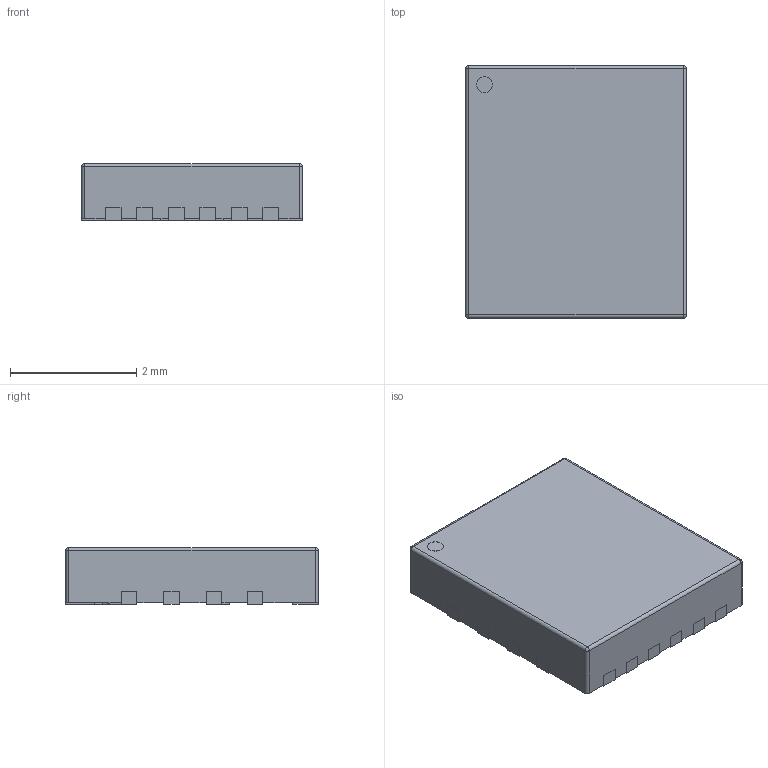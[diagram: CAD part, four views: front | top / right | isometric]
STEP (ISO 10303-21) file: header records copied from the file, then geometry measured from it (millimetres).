
FILE_DESCRIPTION (( 'STEP AP214' ), '1' );
FILE_NAME ('RAA211250GNP#HA0.STEP', '2022-12-20T06:14:06', ( '' ), ( '' ), 'SwSTEP 2.0', 'SolidWorks 2022', '' );
FILE_SCHEMA (( 'AUTOMOTIVE_DESIGN' ));
Length unit declared in the file: millimetre
Products named in the file (1): RAA211250GNP#HA0
Bounding box: 3.5 x 4 x 0.9 mm (x, y, z)
Volume: 12.4 mm3; surface area: 60.5 mm2
Topology: 15 solids, 15 shells, 209 faces, 523 edges, 342 vertices
Faces by surface type: plane 190, cylinder 15, sphere 4
Entity records: 7721 total; most frequent: CARTESIAN_POINT 1071, ORIENTED_EDGE 1038, DIRECTION 969, EDGE_CURVE 519, VECTOR 489, LINE 489, VERTEX_POINT 342, AXIS2_PLACEMENT_3D 240
